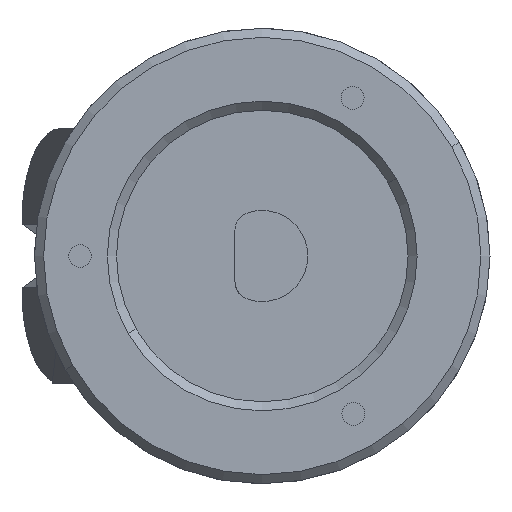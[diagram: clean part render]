
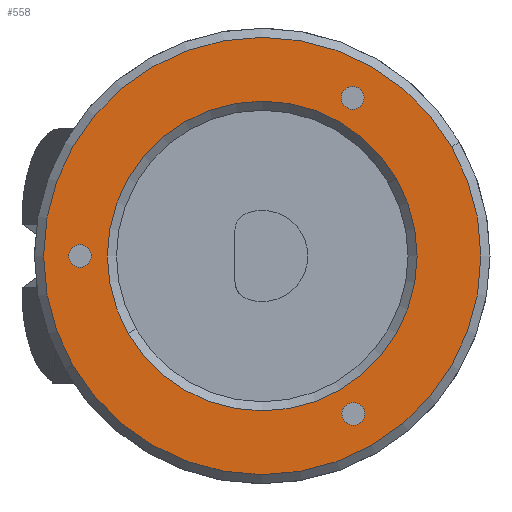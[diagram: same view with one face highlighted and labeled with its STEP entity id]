
A CAD part, left-side view. The second image highlights one B-rep face of the part: STEP entity #558.
In plain terms, the highlighted face is planar.
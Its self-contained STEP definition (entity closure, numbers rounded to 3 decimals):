
#9 = CARTESIAN_POINT ( 'NONE',  ( 17.279, -10.071, 0. ) ) ;
#52 = PLANE ( 'NONE',  #1198 ) ;
#70 = CIRCLE ( 'NONE', #1230, 24. ) ;
#187 = AXIS2_PLACEMENT_3D ( 'NONE', #3479, #2604, #3776 ) ;
#216 = CARTESIAN_POINT ( 'NONE',  ( 17., 0., 0. ) ) ;
#266 = CARTESIAN_POINT ( 'NONE',  ( -18.571, -10., 0. ) ) ;
#292 = CARTESIAN_POINT ( 'NONE',  ( 0., 20., 0. ) ) ;
#460 = CARTESIAN_POINT ( 'NONE',  ( 0., 0., 0. ) ) ;
#513 = DIRECTION ( 'NONE',  ( 0., 0., 1. ) ) ;
#558 = ADVANCED_FACE ( 'NONE', ( #2819, #1160, #2541, #3505, #1379 ), #52, .F. ) ;
#620 = ORIENTED_EDGE ( 'NONE', *, *, #1513, .T. ) ;
#650 = DIRECTION ( 'NONE',  ( 1., 0., 0. ) ) ;
#651 = CARTESIAN_POINT ( 'NONE',  ( 0., 0., 0. ) ) ;
#721 = AXIS2_PLACEMENT_3D ( 'NONE', #292, #3230, #2341 ) ;
#782 = VERTEX_POINT ( 'NONE', #3107 ) ;
#798 = DIRECTION ( 'NONE',  ( 0., 0., 1. ) ) ;
#831 = ORIENTED_EDGE ( 'NONE', *, *, #1014, .T. ) ;
#911 = EDGE_CURVE ( 'NONE', #2502, #3310, #2835, .T. ) ;
#912 = CIRCLE ( 'NONE', #2421, 17. ) ;
#960 = EDGE_CURVE ( 'NONE', #2365, #1754, #2791, .T. ) ;
#1014 = EDGE_CURVE ( 'NONE', #1754, #2365, #2603, .T. ) ;
#1058 = DIRECTION ( 'NONE',  ( 0., 0., 1. ) ) ;
#1079 = AXIS2_PLACEMENT_3D ( 'NONE', #1561, #1227, #3301 ) ;
#1140 = AXIS2_PLACEMENT_3D ( 'NONE', #2917, #1425, #3198 ) ;
#1148 = CARTESIAN_POINT ( 'NONE',  ( 18.529, -10.071, 0. ) ) ;
#1160 = FACE_OUTER_BOUND ( 'NONE', #2231, .T. ) ;
#1198 = AXIS2_PLACEMENT_3D ( 'NONE', #651, #1849, #2746 ) ;
#1227 = DIRECTION ( 'NONE',  ( 0., 0., 1. ) ) ;
#1230 = AXIS2_PLACEMENT_3D ( 'NONE', #3573, #1511, #650 ) ;
#1254 = VERTEX_POINT ( 'NONE', #3642 ) ;
#1324 = EDGE_CURVE ( 'NONE', #1254, #3472, #2783, .T. ) ;
#1343 = VERTEX_POINT ( 'NONE', #2003 ) ;
#1352 = EDGE_LOOP ( 'NONE', ( #1801, #831 ) ) ;
#1379 = FACE_BOUND ( 'NONE', #1352, .T. ) ;
#1383 = EDGE_CURVE ( 'NONE', #3310, #2502, #1429, .T. ) ;
#1425 = DIRECTION ( 'NONE',  ( 0., 0., 1. ) ) ;
#1427 = ORIENTED_EDGE ( 'NONE', *, *, #3305, .T. ) ;
#1429 = CIRCLE ( 'NONE', #721, 1.25 ) ;
#1495 = DIRECTION ( 'NONE',  ( 0., 0., -1. ) ) ;
#1511 = DIRECTION ( 'NONE',  ( 0., 0., -1. ) ) ;
#1513 = EDGE_CURVE ( 'NONE', #1343, #3056, #70, .T. ) ;
#1561 = CARTESIAN_POINT ( 'NONE',  ( -17.321, -10., 0. ) ) ;
#1624 = ORIENTED_EDGE ( 'NONE', *, *, #1383, .T. ) ;
#1658 = CARTESIAN_POINT ( 'NONE',  ( -17.321, -10., 0. ) ) ;
#1735 = CIRCLE ( 'NONE', #2743, 24. ) ;
#1754 = VERTEX_POINT ( 'NONE', #3746 ) ;
#1801 = ORIENTED_EDGE ( 'NONE', *, *, #960, .T. ) ;
#1849 = DIRECTION ( 'NONE',  ( 0., 0., 1. ) ) ;
#1900 = EDGE_CURVE ( 'NONE', #3056, #1343, #1735, .T. ) ;
#2003 = CARTESIAN_POINT ( 'NONE',  ( 24., 0., 0. ) ) ;
#2022 = DIRECTION ( 'NONE',  ( 0., 0., 1. ) ) ;
#2218 = EDGE_LOOP ( 'NONE', ( #3261, #3300 ) ) ;
#2231 = EDGE_LOOP ( 'NONE', ( #620, #2966 ) ) ;
#2248 = AXIS2_PLACEMENT_3D ( 'NONE', #9, #2022, #3212 ) ;
#2250 = EDGE_LOOP ( 'NONE', ( #1624, #2681 ) ) ;
#2281 = EDGE_LOOP ( 'NONE', ( #3448, #1427 ) ) ;
#2341 = DIRECTION ( 'NONE',  ( 1., 0., 0. ) ) ;
#2365 = VERTEX_POINT ( 'NONE', #1148 ) ;
#2397 = DIRECTION ( 'NONE',  ( 1., 0., 0. ) ) ;
#2404 = VERTEX_POINT ( 'NONE', #266 ) ;
#2421 = AXIS2_PLACEMENT_3D ( 'NONE', #460, #1058, #3655 ) ;
#2440 = AXIS2_PLACEMENT_3D ( 'NONE', #3711, #798, #3762 ) ;
#2502 = VERTEX_POINT ( 'NONE', #2670 ) ;
#2541 = FACE_BOUND ( 'NONE', #2250, .T. ) ;
#2558 = EDGE_CURVE ( 'NONE', #782, #2404, #3035, .T. ) ;
#2603 = CIRCLE ( 'NONE', #1140, 1.25 ) ;
#2604 = DIRECTION ( 'NONE',  ( 0., 0., 1. ) ) ;
#2670 = CARTESIAN_POINT ( 'NONE',  ( -1.25, 20., 0. ) ) ;
#2681 = ORIENTED_EDGE ( 'NONE', *, *, #911, .T. ) ;
#2743 = AXIS2_PLACEMENT_3D ( 'NONE', #3275, #1495, #2397 ) ;
#2746 = DIRECTION ( 'NONE',  ( 1., 0., 0. ) ) ;
#2783 = CIRCLE ( 'NONE', #187, 17. ) ;
#2791 = CIRCLE ( 'NONE', #2248, 1.25 ) ;
#2819 = FACE_BOUND ( 'NONE', #2281, .T. ) ;
#2821 = AXIS2_PLACEMENT_3D ( 'NONE', #1658, #513, #3154 ) ;
#2835 = CIRCLE ( 'NONE', #2440, 1.25 ) ;
#2917 = CARTESIAN_POINT ( 'NONE',  ( 17.279, -10.071, 0. ) ) ;
#2929 = CIRCLE ( 'NONE', #2821, 1.25 ) ;
#2966 = ORIENTED_EDGE ( 'NONE', *, *, #1900, .T. ) ;
#3035 = CIRCLE ( 'NONE', #1079, 1.25 ) ;
#3056 = VERTEX_POINT ( 'NONE', #3279 ) ;
#3071 = CARTESIAN_POINT ( 'NONE',  ( 1.25, 20., 0. ) ) ;
#3107 = CARTESIAN_POINT ( 'NONE',  ( -16.071, -10., 0. ) ) ;
#3154 = DIRECTION ( 'NONE',  ( 1., 0., 0. ) ) ;
#3198 = DIRECTION ( 'NONE',  ( 1., 0., 0. ) ) ;
#3212 = DIRECTION ( 'NONE',  ( 1., 0., 0. ) ) ;
#3230 = DIRECTION ( 'NONE',  ( 0., 0., 1. ) ) ;
#3261 = ORIENTED_EDGE ( 'NONE', *, *, #2558, .T. ) ;
#3275 = CARTESIAN_POINT ( 'NONE',  ( 0., 0., 0. ) ) ;
#3279 = CARTESIAN_POINT ( 'NONE',  ( -24., 0., 0. ) ) ;
#3300 = ORIENTED_EDGE ( 'NONE', *, *, #3328, .T. ) ;
#3301 = DIRECTION ( 'NONE',  ( 1., 0., 0. ) ) ;
#3305 = EDGE_CURVE ( 'NONE', #3472, #1254, #912, .T. ) ;
#3310 = VERTEX_POINT ( 'NONE', #3071 ) ;
#3328 = EDGE_CURVE ( 'NONE', #2404, #782, #2929, .T. ) ;
#3448 = ORIENTED_EDGE ( 'NONE', *, *, #1324, .T. ) ;
#3472 = VERTEX_POINT ( 'NONE', #216 ) ;
#3479 = CARTESIAN_POINT ( 'NONE',  ( 0., 0., 0. ) ) ;
#3505 = FACE_BOUND ( 'NONE', #2218, .T. ) ;
#3573 = CARTESIAN_POINT ( 'NONE',  ( 0., 0., 0. ) ) ;
#3642 = CARTESIAN_POINT ( 'NONE',  ( -17., 0., 0. ) ) ;
#3655 = DIRECTION ( 'NONE',  ( 1., 0., 0. ) ) ;
#3711 = CARTESIAN_POINT ( 'NONE',  ( 0., 20., 0. ) ) ;
#3746 = CARTESIAN_POINT ( 'NONE',  ( 16.029, -10.071, 0. ) ) ;
#3762 = DIRECTION ( 'NONE',  ( 1., 0., 0. ) ) ;
#3776 = DIRECTION ( 'NONE',  ( 1., 0., 0. ) ) ;
